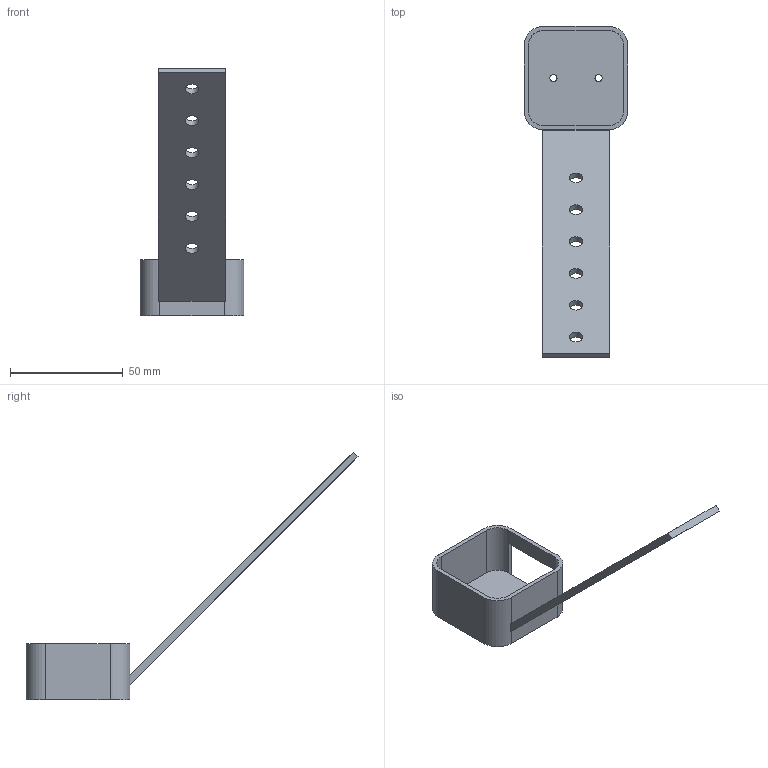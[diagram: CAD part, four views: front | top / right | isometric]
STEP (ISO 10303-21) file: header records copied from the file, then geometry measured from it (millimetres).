
FILE_DESCRIPTION(/* description */ (''),/* implementation_level */ '2;1');
FILE_NAME(/* name */ 'D405 Side Mount.step',/* time_stamp */ '2023-06-12T15:17:54-07:00',/* author */ (''),/* organization */ (''),/* preprocessor_version */ 'ST-DEVELOPER v19.2',/* originating_system */ 'Autodesk Translation Framework v12.6.0.85',/* authorisation */ '');
FILE_SCHEMA (('AUTOMOTIVE_DESIGN { 1 0 10303 214 3 1 1 }'));
Length unit declared in the file: millimetre
Products named in the file (1): realsense_d405_bin_side_mount
Bounding box: 46 x 147.12 x 109.85 mm (x, y, z)
Volume: 22279.6 mm3; surface area: 20400.9 mm2
Topology: 1 solids, 1 shells, 37 faces, 104 edges, 68 vertices
Faces by surface type: plane 21, cylinder 16
Full cylindrical faces by diameter (mm): 3.2 x2, 6 x6
Entity records: 1271 total; most frequent: DIRECTION 216, CARTESIAN_POINT 210, ORIENTED_EDGE 208, EDGE_CURVE 104, AXIS2_PLACEMENT_3D 74, LINE 68, VECTOR 68, VERTEX_POINT 68
